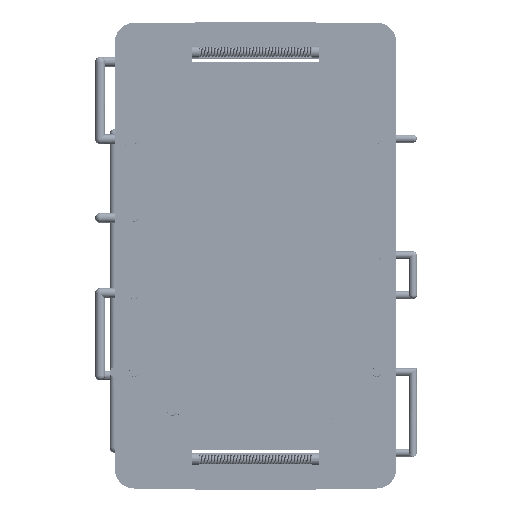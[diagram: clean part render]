
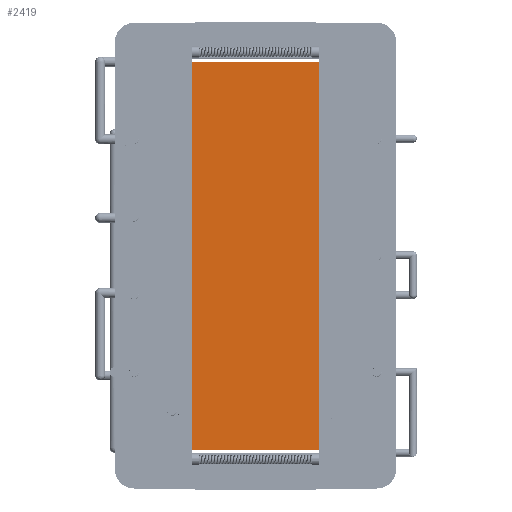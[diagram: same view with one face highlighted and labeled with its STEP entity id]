
A CAD part, top view. The second image highlights one B-rep face of the part: STEP entity #2419.
In plain terms, the highlighted face is planar.
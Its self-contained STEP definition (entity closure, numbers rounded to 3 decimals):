
#2175=DIRECTION('',(-1.,0.,0.));
#2176=VECTOR('',#2175,400.);
#2177=CARTESIAN_POINT('',(200.,180.,0.));
#2178=LINE('',#2177,#2176);
#2211=DIRECTION('',(0.,0.,1.));
#2212=VECTOR('',#2211,130.);
#2213=CARTESIAN_POINT('',(-200.,180.,0.));
#2214=LINE('',#2213,#2212);
#2215=DIRECTION('',(0.,0.,1.));
#2216=VECTOR('',#2215,130.);
#2217=CARTESIAN_POINT('',(200.,180.,0.));
#2218=LINE('',#2217,#2216);
#2231=DIRECTION('',(-1.,0.,0.));
#2232=VECTOR('',#2231,400.);
#2233=CARTESIAN_POINT('',(200.,180.,130.));
#2234=LINE('',#2233,#2232);
#2307=CARTESIAN_POINT('',(-200.,180.,0.));
#2309=VERTEX_POINT('',#2307);
#2313=CARTESIAN_POINT('',(200.,180.,0.));
#2314=VERTEX_POINT('',#2313);
#2331=CARTESIAN_POINT('',(-200.,180.,130.));
#2333=VERTEX_POINT('',#2331);
#2337=CARTESIAN_POINT('',(200.,180.,130.));
#2338=VERTEX_POINT('',#2337);
#2406=CARTESIAN_POINT('',(200.,180.,0.));
#2407=DIRECTION('',(0.,1.,0.));
#2408=DIRECTION('',(-1.,0.,0.));
#2409=AXIS2_PLACEMENT_3D('',#2406,#2407,#2408);
#2410=PLANE('',#2409);
#2411=ORIENTED_EDGE('',*,*,#2366,.F.);
#2413=ORIENTED_EDGE('',*,*,#2412,.T.);
#2415=ORIENTED_EDGE('',*,*,#2414,.T.);
#2416=ORIENTED_EDGE('',*,*,#2397,.F.);
#2417=EDGE_LOOP('',(#2411,#2413,#2415,#2416));
#2418=FACE_OUTER_BOUND('',#2417,.F.);
#2366=EDGE_CURVE('',#2314,#2309,#2178,.T.);
#2397=EDGE_CURVE('',#2309,#2333,#2214,.T.);
#2412=EDGE_CURVE('',#2314,#2338,#2218,.T.);
#2414=EDGE_CURVE('',#2338,#2333,#2234,.T.);
#2419=ADVANCED_FACE('',(#2418),#2410,.T.);
